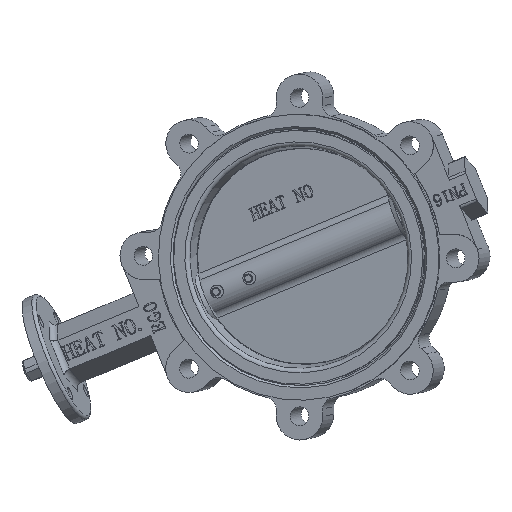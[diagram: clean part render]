
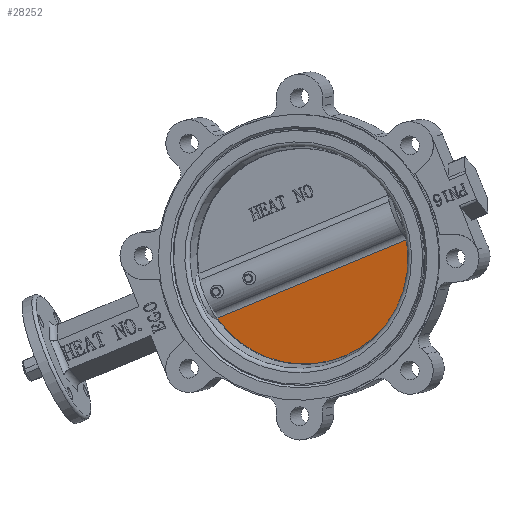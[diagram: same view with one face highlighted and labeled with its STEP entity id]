
A CAD part, left-side view. The second image highlights one B-rep face of the part: STEP entity #28252.
In plain terms, the highlighted face is planar.
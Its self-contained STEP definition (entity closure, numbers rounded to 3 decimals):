
#410=ELLIPSE('',#29615,99.874,99.872);
#665=LINE('',#38265,#3410);
#3410=VECTOR('',#31008,1000.);
#6188=PLANE('',#29614);
#6914=FACE_OUTER_BOUND('',#8121,.T.);
#8121=EDGE_LOOP('',(#19601,#19602));
#11540=VERTEX_POINT('',#38263);
#11541=VERTEX_POINT('',#38264);
#15054=EDGE_CURVE('',#11540,#11541,#665,.T.);
#15055=EDGE_CURVE('',#11540,#11541,#410,.T.);
#19601=ORIENTED_EDGE('',*,*,#15054,.F.);
#19602=ORIENTED_EDGE('',*,*,#15055,.T.);
#28252=ADVANCED_FACE('',(#6914),#6188,.F.);
#29614=AXIS2_PLACEMENT_3D('',#38262,#31006,#31007);
#29615=AXIS2_PLACEMENT_3D('',#38266,#31009,#31010);
#31006=DIRECTION('center_axis',(-0.006,-1.,
0.));
#31007=DIRECTION('ref_axis',(1.,-0.006,0.));
#31008=DIRECTION('',(0.,0.,-1.));
#31009=DIRECTION('center_axis',(0.006,1.,0.));
#31010=DIRECTION('ref_axis',(1.,-0.006,0.));
#38262=CARTESIAN_POINT('Origin',(101.3,7.,97.75));
#38263=CARTESIAN_POINT('',(22.403,7.5,97.327));
#38264=CARTESIAN_POINT('',(22.403,7.5,-97.327));
#38265=CARTESIAN_POINT('',(22.403,7.5,97.75));
#38266=CARTESIAN_POINT('Origin',(0.,7.642,
0.));
